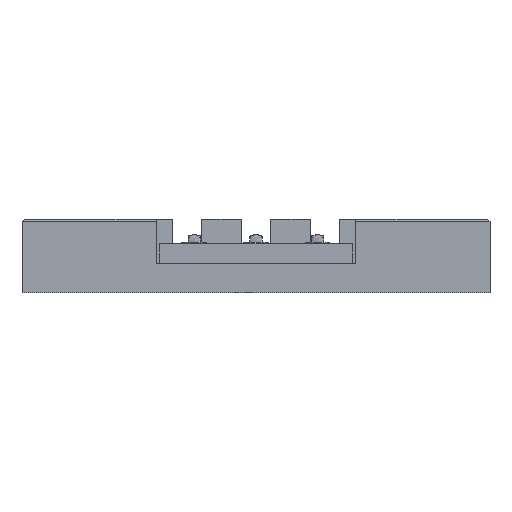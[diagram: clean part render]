
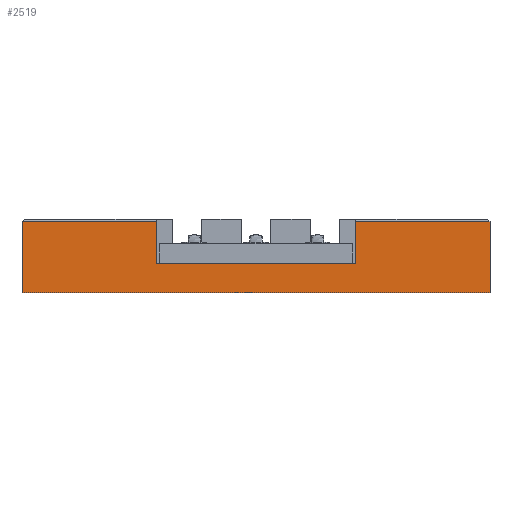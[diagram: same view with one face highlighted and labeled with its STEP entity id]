
A CAD part, front view. The second image highlights one B-rep face of the part: STEP entity #2519.
In plain terms, the highlighted planar face has unit normal (0, -1, 0).
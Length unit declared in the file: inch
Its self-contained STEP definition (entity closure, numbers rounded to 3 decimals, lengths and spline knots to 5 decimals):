
#48 = DIRECTION ( 'NONE',  ( 1., 0., 0. ) ) ;
#89 = CARTESIAN_POINT ( 'NONE',  ( 0.05544, 0.18011, 0.59204 ) ) ;
#307 = CARTESIAN_POINT ( 'NONE',  ( 0.5889, 0.18011, 0.65897 ) ) ;
#363 = EDGE_LOOP ( 'NONE', ( #5386, #2886, #2357, #4640, #858, #2506, #649, #1600 ) ) ;
#365 = AXIS2_PLACEMENT_3D ( 'NONE', #1692, #4594, #2109 ) ;
#412 = VERTEX_POINT ( 'NONE', #2512 ) ;
#444 = LINE ( 'NONE', #1486, #2658 ) ;
#583 = LINE ( 'NONE', #1105, #1564 ) ;
#607 = LINE ( 'NONE', #2762, #4922 ) ;
#649 = ORIENTED_EDGE ( 'NONE', *, *, #3507, .F. ) ;
#703 = FACE_OUTER_BOUND ( 'NONE', #363, .T. ) ;
#796 = EDGE_CURVE ( 'NONE', #4832, #4978, #583, .T. ) ;
#827 = CARTESIAN_POINT ( 'NONE',  ( 0.37433, 0.18011, 0.59204 ) ) ;
#858 = ORIENTED_EDGE ( 'NONE', *, *, #2155, .F. ) ;
#901 = VECTOR ( 'NONE', #4343, 39.37008 ) ;
#950 = LINE ( 'NONE', #4372, #5247 ) ;
#1003 = LINE ( 'NONE', #89, #1528 ) ;
#1105 = CARTESIAN_POINT ( 'NONE',  ( 0.05544, 0.18011, 0.59204 ) ) ;
#1486 = CARTESIAN_POINT ( 'NONE',  ( -0.15913, 0.18011, 0.66291 ) ) ;
#1528 = VECTOR ( 'NONE', #3003, 39.37008 ) ;
#1564 = VECTOR ( 'NONE', #3977, 39.37008 ) ;
#1600 = ORIENTED_EDGE ( 'NONE', *, *, #796, .F. ) ;
#1692 = CARTESIAN_POINT ( 'NONE',  ( -0.15913, 0.18011, 0.66291 ) ) ;
#1982 = CARTESIAN_POINT ( 'NONE',  ( 0.37433, 0.18011, 0.65897 ) ) ;
#2024 = CARTESIAN_POINT ( 'NONE',  ( 0.5889, 0.18011, 0.5448 ) ) ;
#2109 = DIRECTION ( 'NONE',  ( 0., 0., 1. ) ) ;
#2155 = EDGE_CURVE ( 'NONE', #2953, #2384, #5342, .T. ) ;
#2291 = EDGE_CURVE ( 'NONE', #2953, #412, #4026, .T. ) ;
#2301 = DIRECTION ( 'NONE',  ( -1., 0., 0. ) ) ;
#2335 = CARTESIAN_POINT ( 'NONE',  ( 0.05544, 0.18011, 0.59204 ) ) ;
#2357 = ORIENTED_EDGE ( 'NONE', *, *, #2709, .T. ) ;
#2384 = VERTEX_POINT ( 'NONE', #2024 ) ;
#2506 = ORIENTED_EDGE ( 'NONE', *, *, #2291, .T. ) ;
#2512 = CARTESIAN_POINT ( 'NONE',  ( 0.37433, 0.18011, 0.65897 ) ) ;
#2519 = ADVANCED_FACE ( 'NONE', ( #703 ), #3316, .F. ) ;
#2575 = CARTESIAN_POINT ( 'NONE',  ( -0.15913, 0.18011, 0.65897 ) ) ;
#2658 = VECTOR ( 'NONE', #4405, 39.37008 ) ;
#2678 = EDGE_CURVE ( 'NONE', #4623, #4005, #950, .T. ) ;
#2709 = EDGE_CURVE ( 'NONE', #4005, #3261, #444, .T. ) ;
#2762 = CARTESIAN_POINT ( 'NONE',  ( 0.37433, 0.18011, 0.59204 ) ) ;
#2886 = ORIENTED_EDGE ( 'NONE', *, *, #2678, .T. ) ;
#2903 = CARTESIAN_POINT ( 'NONE',  ( 0.5889, 0.18011, 0.66291 ) ) ;
#2953 = VERTEX_POINT ( 'NONE', #307 ) ;
#2960 = CARTESIAN_POINT ( 'NONE',  ( -0.15913, 0.18011, 0.5448 ) ) ;
#3003 = DIRECTION ( 'NONE',  ( 0., 0., 1. ) ) ;
#3178 = DIRECTION ( 'NONE',  ( 0., 0., 1. ) ) ;
#3261 = VERTEX_POINT ( 'NONE', #2960 ) ;
#3316 = PLANE ( 'NONE',  #365 ) ;
#3507 = EDGE_CURVE ( 'NONE', #4978, #412, #607, .T. ) ;
#3631 = LINE ( 'NONE', #4580, #4482 ) ;
#3916 = EDGE_CURVE ( 'NONE', #3261, #2384, #3631, .T. ) ;
#3977 = DIRECTION ( 'NONE',  ( 1., 0., 0. ) ) ;
#4005 = VERTEX_POINT ( 'NONE', #2575 ) ;
#4026 = LINE ( 'NONE', #1982, #5014 ) ;
#4271 = CARTESIAN_POINT ( 'NONE',  ( 0.05544, 0.18011, 0.65897 ) ) ;
#4343 = DIRECTION ( 'NONE',  ( 0., 0., -1. ) ) ;
#4372 = CARTESIAN_POINT ( 'NONE',  ( -0.15913, 0.18011, 0.65897 ) ) ;
#4405 = DIRECTION ( 'NONE',  ( 0., 0., -1. ) ) ;
#4482 = VECTOR ( 'NONE', #48, 39.37008 ) ;
#4580 = CARTESIAN_POINT ( 'NONE',  ( -0.15913, 0.18011, 0.5448 ) ) ;
#4594 = DIRECTION ( 'NONE',  ( 0., 1., 0. ) ) ;
#4623 = VERTEX_POINT ( 'NONE', #4271 ) ;
#4640 = ORIENTED_EDGE ( 'NONE', *, *, #3916, .T. ) ;
#4832 = VERTEX_POINT ( 'NONE', #2335 ) ;
#4922 = VECTOR ( 'NONE', #3178, 39.37008 ) ;
#4978 = VERTEX_POINT ( 'NONE', #827 ) ;
#5014 = VECTOR ( 'NONE', #5305, 39.37008 ) ;
#5154 = EDGE_CURVE ( 'NONE', #4832, #4623, #1003, .T. ) ;
#5247 = VECTOR ( 'NONE', #2301, 39.37008 ) ;
#5305 = DIRECTION ( 'NONE',  ( -1., 0., 0. ) ) ;
#5342 = LINE ( 'NONE', #2903, #901 ) ;
#5386 = ORIENTED_EDGE ( 'NONE', *, *, #5154, .T. ) ;
